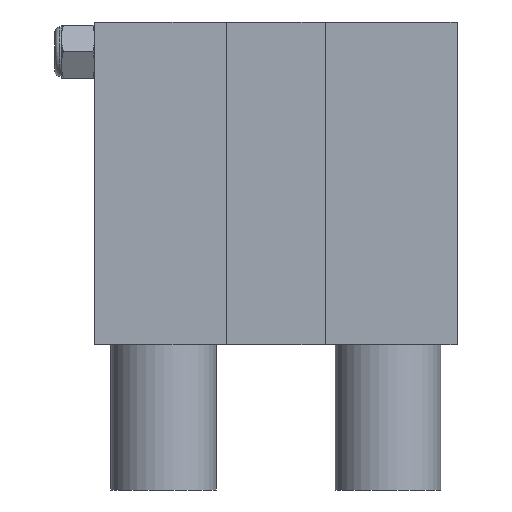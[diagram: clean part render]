
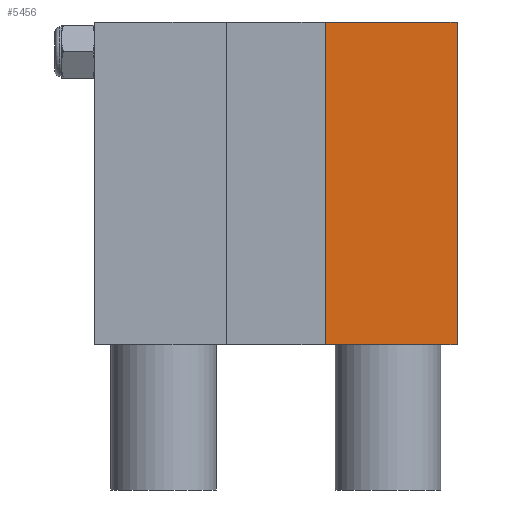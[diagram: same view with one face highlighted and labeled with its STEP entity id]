
A CAD part, front view. The second image highlights one B-rep face of the part: STEP entity #5456.
In plain terms, the highlighted planar face has unit normal (0, -1, 0).
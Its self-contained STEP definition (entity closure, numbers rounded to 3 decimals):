
#33=DIRECTION('',(1.,0.,0.));
#34=VECTOR('',#33,20.);
#35=CARTESIAN_POINT('',(35.,0.,0.));
#36=LINE('',#35,#34);
#605=DIRECTION('',(0.,0.,-1.));
#606=VECTOR('',#605,49.);
#607=CARTESIAN_POINT('',(35.,0.,0.));
#608=LINE('',#607,#606);
#609=DIRECTION('',(1.,0.,0.));
#610=VECTOR('',#609,20.);
#611=CARTESIAN_POINT('',(35.,0.,-49.));
#612=LINE('',#611,#610);
#617=DIRECTION('',(0.,0.,-1.));
#618=VECTOR('',#617,49.);
#619=CARTESIAN_POINT('',(55.,0.,0.));
#620=LINE('',#619,#618);
#3833=CARTESIAN_POINT('',(55.,0.,-49.));
#3834=VERTEX_POINT('',#3833);
#3835=CARTESIAN_POINT('',(35.,0.,-49.));
#3836=VERTEX_POINT('',#3835);
#3845=CARTESIAN_POINT('',(35.,0.,0.));
#3846=VERTEX_POINT('',#3845);
#3847=CARTESIAN_POINT('',(55.,0.,0.));
#3848=VERTEX_POINT('',#3847);
#5444=CARTESIAN_POINT('',(45.,0.,-24.5));
#5445=DIRECTION('',(0.,1.,0.));
#5446=DIRECTION('',(1.,0.,0.));
#5447=AXIS2_PLACEMENT_3D('',#5444,#5445,#5446);
#5448=PLANE('',#5447);
#5449=ORIENTED_EDGE('',*,*,#5439,.F.);
#5450=ORIENTED_EDGE('',*,*,#4941,.T.);
#5452=ORIENTED_EDGE('',*,*,#5451,.T.);
#5453=ORIENTED_EDGE('',*,*,#5404,.F.);
#5454=EDGE_LOOP('',(#5449,#5450,#5452,#5453));
#5455=FACE_OUTER_BOUND('',#5454,.F.);
#5456=ADVANCED_FACE('',(#5455),#5448,.F.);
#4941=EDGE_CURVE('',#3846,#3848,#36,.T.);
#5404=EDGE_CURVE('',#3836,#3834,#612,.T.);
#5439=EDGE_CURVE('',#3846,#3836,#608,.T.);
#5451=EDGE_CURVE('',#3848,#3834,#620,.T.);
